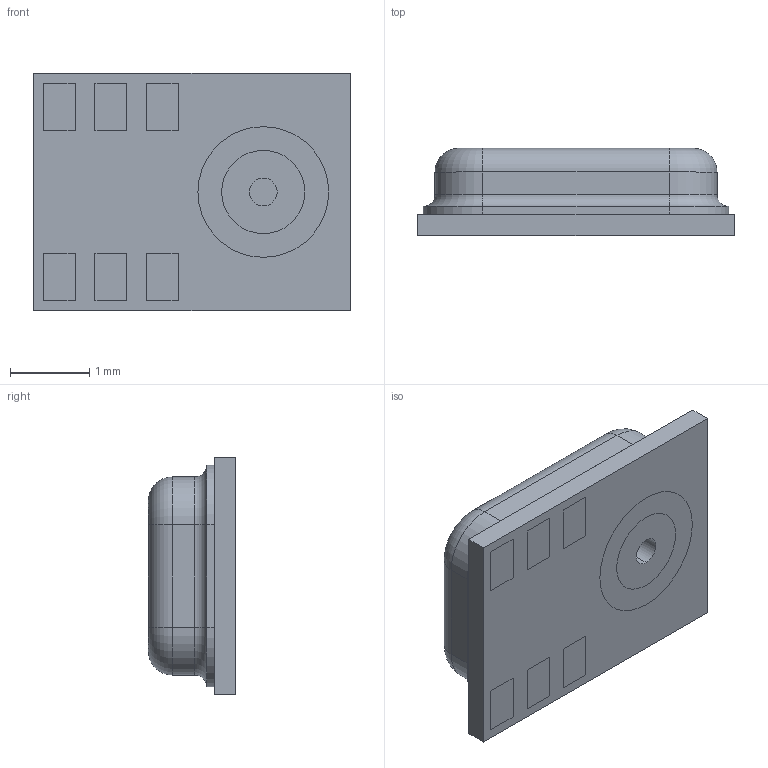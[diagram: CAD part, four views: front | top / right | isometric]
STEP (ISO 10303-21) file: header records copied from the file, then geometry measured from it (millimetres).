
FILE_DESCRIPTION (( 'STEP AP214' ), '1' );
FILE_NAME ('ICS-52000.STEP', '2018-04-06T14:42:49', ( '' ), ( '' ), 'SwSTEP 2.0', 'SolidWorks 2017', '' );
FILE_SCHEMA (( 'AUTOMOTIVE_DESIGN' ));
Length unit declared in the file: millimetre
Products named in the file (1): ICS-52000
Bounding box: 4 x 1.1 x 3 mm (x, y, z)
Volume: 10.4 mm3; surface area: 65.2 mm2
Topology: 9 solids, 9 shells, 120 faces, 258 edges, 164 vertices
Faces by surface type: plane 86, cylinder 26, torus 8
Entity records: 3320 total; most frequent: DIRECTION 556, CARTESIAN_POINT 543, ORIENTED_EDGE 516, EDGE_CURVE 258, LINE 202, VECTOR 202, AXIS2_PLACEMENT_3D 177, VERTEX_POINT 164
